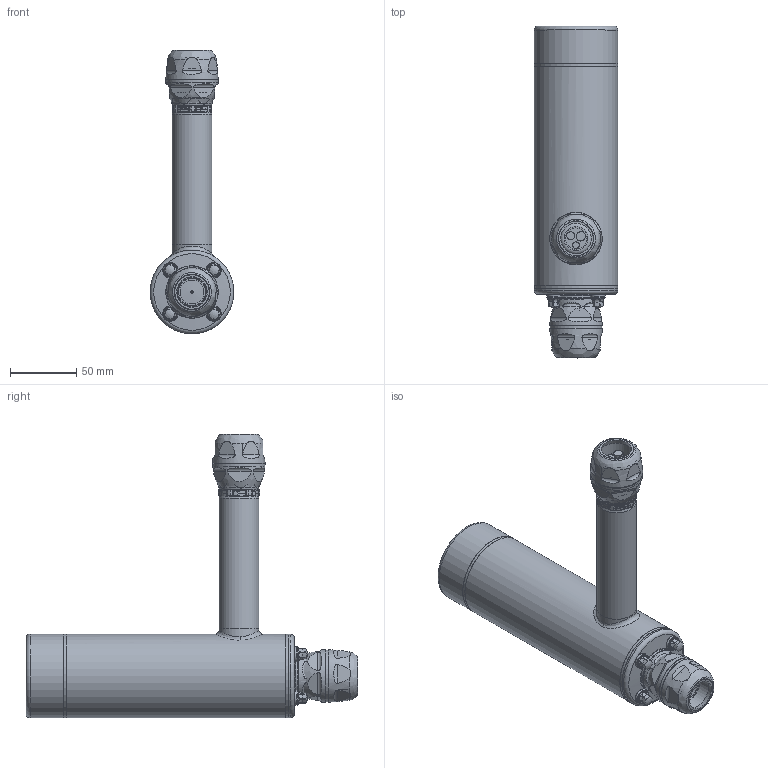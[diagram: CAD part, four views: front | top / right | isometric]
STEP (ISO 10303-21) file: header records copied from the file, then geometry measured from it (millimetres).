
FILE_DESCRIPTION(('STEP AP214'),'1');
FILE_NAME('AVT-80.006.004.stp','2025-06-11T06:36:05',(' '),(' '),'Spatial InterOp 3D',' ',' ');
FILE_SCHEMA(('AUTOMOTIVE_DESIGN { 1 0 10303 214 1 1 1 1 }'));
Length unit declared in the file: metre
Products named in the file (35): GN1580-M04-16-PL; GN1580_Sechskantschraube, Hygienic Design_1.1-M04-(l)-PL; GN7600_Dichtring, Hygienic Design_11-07-2-HNBR-85-(bet_tigt); R_ckdeckel Dolphin gew_lbt; Deckel_W_lbung_Geschlossen; AVT-80.006.004; Deckel O-Ring 2020; DolfinFrontdeckel_ACRYL_gr__ere Nut; DolfinScheibe_51_175NEU; Dichtung_Deckel_Acryl_REV3 XP41; Dolfin_Trapezdichtung; 80_005_002-Adapter-M25-M32; Adapter M25-M32; DolfinDichtring_M25; M32 Hygiene; M32_K_rper_neu; M32_Dichtung_Neu; M32_Mutter_neu; M32_Dichtring_neu; 80_005_001-Adapter-M25-M25; Adapter M25-M25; Hygieneverschraubung_M25; M25_K_rper_neu; Mutter_M25; Kabeldichtung M25 Hygiene; Dichtring M25 Hygiene; DolfinFeuersalamander RohrNEU_M Layout; Dolfin_St_nder_120mm; 40_006_Kabelverschr_M25_3 Kabel; Blindstopfen_M25_V2A
Assembly tree (48 placements, depth 4):
  AVT-80.006.004
    R_ckdeckel Dolphin gew_lbt
      GN1580-M04-16-PL
        GN1580_Sechskantschraube, Hygienic Design_1.1-M04-(l)-PL
        GN7600_Dichtring, Hygienic Design_11-07-2-HNBR-85-(bet_tigt)
      GN1580-M04-16-PL
        GN1580_Sechskantschraube, Hygienic Design_1.1-M04-(l)-PL
        GN7600_Dichtring, Hygienic Design_11-07-2-HNBR-85-(bet_tigt)
      GN1580-M04-16-PL
        GN1580_Sechskantschraube, Hygienic Design_1.1-M04-(l)-PL
        GN7600_Dichtring, Hygienic Design_11-07-2-HNBR-85-(bet_tigt)
      GN1580-M04-16-PL
        GN1580_Sechskantschraube, Hygienic Design_1.1-M04-(l)-PL
        GN7600_Dichtring, Hygienic Design_11-07-2-HNBR-85-(bet_tigt)
      Deckel_W_lbung_Geschlossen
    Deckel O-Ring 2020
      DolfinFrontdeckel_ACRYL_gr__ere Nut
      DolfinScheibe_51_175NEU
      Dichtung_Deckel_Acryl_REV3 XP41
      Dolfin_Trapezdichtung
    80_005_002-Adapter-M25-M32
      Adapter M25-M32
      DolfinDichtring_M25
    M32 Hygiene
      M32_K_rper_neu
      M32_Dichtung_Neu
      M32_Mutter_neu
      M32_Dichtring_neu
    80_005_001-Adapter-M25-M25
      DolfinDichtring_M25
      Adapter M25-M25
    80_005_002-Adapter-M25-M32
      Adapter M25-M32
      DolfinDichtring_M25
    M32 Hygiene
      M32_K_rper_neu
      M32_Dichtung_Neu
      M32_Mutter_neu
      M32_Dichtring_neu
    Hygieneverschraubung_M25
      M25_K_rper_neu
      Mutter_M25
      Kabeldichtung M25 Hygiene
      Dichtring M25 Hygiene
    DolfinFeuersalamander RohrNEU_M Layout
    Dolfin_St_nder_120mm
    40_006_Kabelverschr_M25_3 Kabel
    Blindstopfen_M25_V2A
    Dolfin_Trapezdichtung
Bounding box: 63 x 249.89 x 213.57 mm (x, y, z)
Volume: 305927.6 mm3; surface area: 193687.1 mm2
Topology: 36 solids, 36 shells, 703 faces, 1500 edges, 937 vertices
Faces by surface type: cylinder 244, plane 227, torus 115, cone 86, bspline 22, sphere 9
Full cylindrical faces by diameter (mm): 4 x4, 4.5 x4, 5 x1, 6 x1, 7 x9, 11 x4, 16 x2, 18.5 x3, 20 x2, 20.2 x1, 23 x3, 23.1 x3, 24 x8, 25 x8, 25.2 x6, 26 x3, 26.7 x1, 27.2 x3, 27.4 x3, 27.85 x1, 28 x1, 28.3 x1, 29 x6, 29.85 x1, 30 x2, 31.068 x1, 31.85 x1, 32 x4, 33 x1, 33.732 x2
Entity records: 24941 total; most frequent: CARTESIAN_POINT 7204, DIRECTION 1886, ORIENTED_EDGE 1632, STYLED_ITEM 1292, PRESENTATION_STYLE_ASSIGNMENT 1292, COLOUR_RGB 1292, AXIS2_PLACEMENT_3D 857, EDGE_CURVE 816
